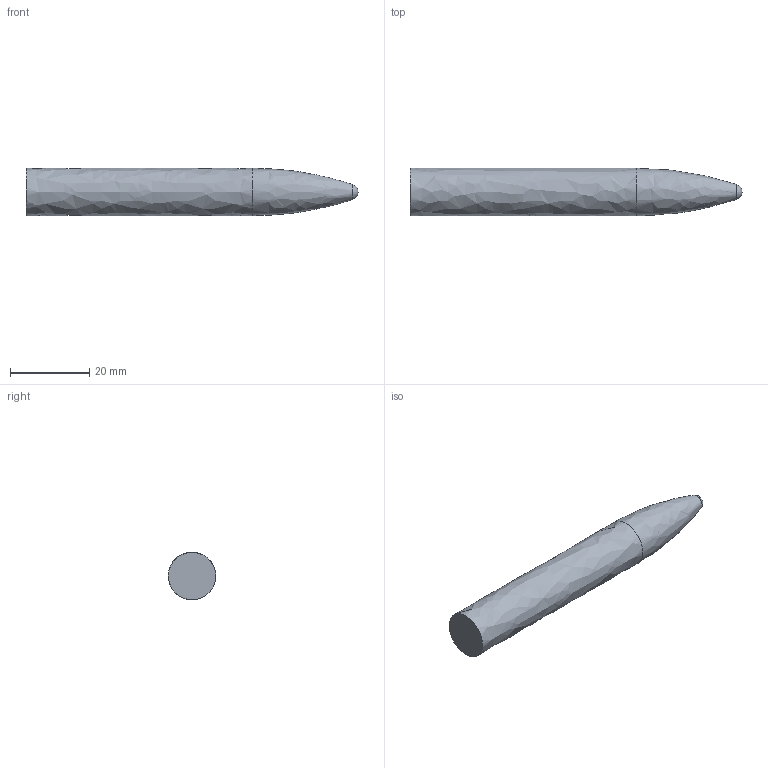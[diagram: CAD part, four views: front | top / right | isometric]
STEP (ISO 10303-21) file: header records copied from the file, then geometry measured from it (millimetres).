
FILE_DESCRIPTION (('STEP'), '1');
FILE_NAME ('XFO-4M12R80AQ.STP', '2024-09-17T09:35:20', ('Unknown'), ('M.A.FORD'), 'OneCNC-XR9 Mill 3D Expert', 'OneCNC-XR9 Mill 3D Expert', '');
FILE_SCHEMA (('CONFIG_CONTROL_DESIGN'));
Length unit declared in the file: millimetre
Bounding box: 84 x 12 x 12 mm (x, y, z)
Volume: 8360.8 mm3; surface area: 3045.3 mm2
Topology: 1 solids, 1 shells, 4 faces, 7 edges, 4 vertices
Faces by surface type: bspline 4
Entity records: 336 total; most frequent: CARTESIAN_POINT 195, ORIENTED_EDGE 12, PERSON 8, ORGANIZATION 8, PERSON_AND_ORGANIZATION 8, EDGE_CURVE 6, PERSON_AND_ORGANIZATION_ROLE 5, CC_DESIGN_PERSON_AND_ORGANIZATION_ASSIGNMENT 5
